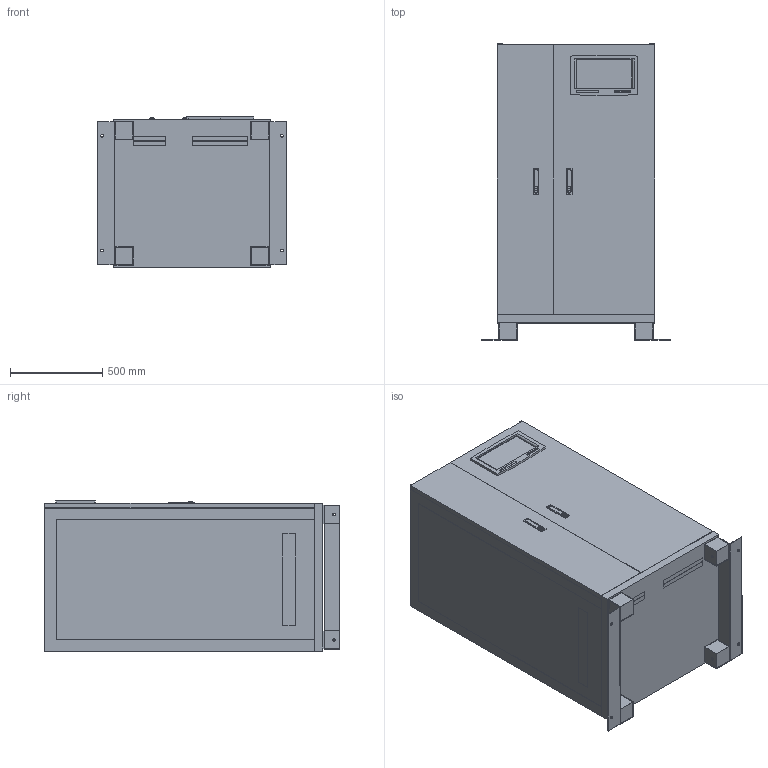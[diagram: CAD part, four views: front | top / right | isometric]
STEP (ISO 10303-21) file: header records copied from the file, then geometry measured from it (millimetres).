
FILE_DESCRIPTION (( 'STEP AP214' ), '1' );
FILE_NAME ('A550-SM.STEP', '2025-09-12T18:33:12', ( '' ), ( '' ), 'SwSTEP 2.0', 'SolidWorks 2016', '' );
FILE_SCHEMA (( 'AUTOMOTIVE_DESIGN' ));
Length unit declared in the file: inch
Products named in the file (7): 5011-162; A550 Item 1; A550-SM; ABase550; ADisplaly; A550 A01; ALock
Assembly tree (8 placements, depth 3):
  A550-SM
    A550 A01
      ABase550
      A550 Item 1
      ADisplaly
      ALock  x2
    5011-162  x2
Bounding box: 1025.5 x 1603 x 812.7 mm (x, y, z)
Volume: 1032787435.1 mm3; surface area: 9399454.4 mm2
Topology: 7 solids, 7 shells, 403 faces, 995 edges, 656 vertices
Faces by surface type: plane 308, cylinder 95
Entity records: 10333 total; most frequent: CARTESIAN_POINT 1749, DIRECTION 1687, ORIENTED_EDGE 1682, EDGE_CURVE 841, LINE 699, VECTOR 699, VERTEX_POINT 556, AXIS2_PLACEMENT_3D 494
